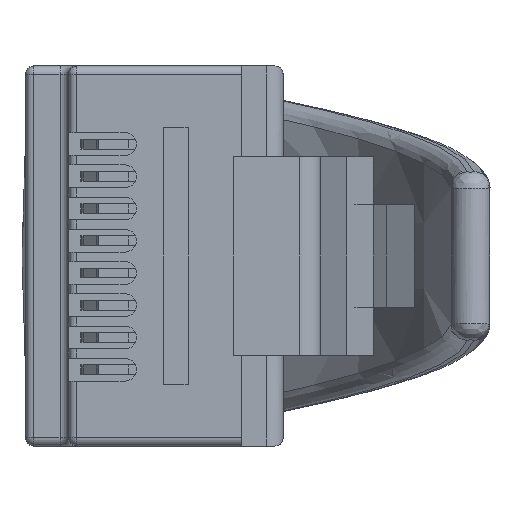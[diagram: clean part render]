
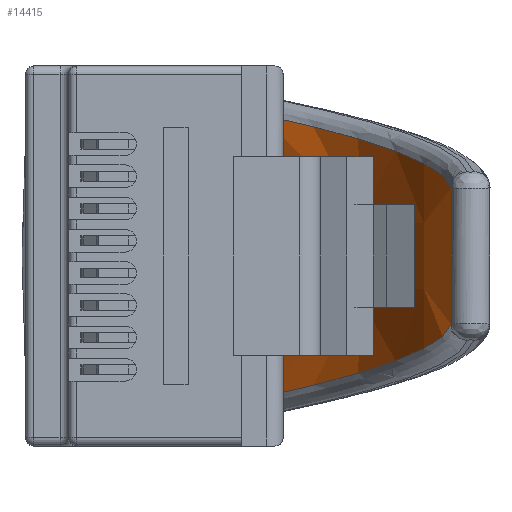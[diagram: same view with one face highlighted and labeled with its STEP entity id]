
A CAD part, left-side view. The second image highlights one B-rep face of the part: STEP entity #14415.
In plain terms, the highlighted free-form (B-spline) face has degree [3, 3] with [4, 4] control points.
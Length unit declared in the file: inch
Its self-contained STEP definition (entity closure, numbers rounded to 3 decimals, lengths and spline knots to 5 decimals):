
#317 = B_SPLINE_CURVE_WITH_KNOTS ( 'NONE', 3,
 ( #10120, #3317, #14239, #6082, #15635, #7435, #17013, #8829, #646, #10173, #2036, #11574, #3376, #12946, #4790, #14311 ),
 .UNSPECIFIED., .F., .F.,
 ( 4, 2, 2, 2, 2, 2, 2, 4 ),
 ( 0., 0.00152, 0.00305, 0.00457, 0.00609, 0.00914, 0.01066, 0.01218 ),
 .UNSPECIFIED. ) ;
#646 = CARTESIAN_POINT ( 'NONE',  ( 0.13056, 0.2822, 0.26757 ) ) ;
#1066 = CARTESIAN_POINT ( 'NONE',  ( -0.0899, 0.35592, 0.46715 ) ) ;
#1124 = CARTESIAN_POINT ( 'NONE',  ( -0.17101, 0.12966, 0.11895 ) ) ;
#1226 = CARTESIAN_POINT ( 'NONE',  ( -0.11966, 0.35098, 0.34778 ) ) ;
#1287 = CARTESIAN_POINT ( 'NONE',  ( 0.09296, 0.35912, 0.50625 ) ) ;
#1343 = B_SPLINE_CURVE_WITH_KNOTS ( 'NONE', 3,
 ( #14668, #17435, #1066, #10601, #2451, #12001, #3815, #13366, #5217, #14718, #6554, #16115, #7913, #17493, #9280, #1124 ),
 .UNSPECIFIED., .F., .F.,
 ( 4, 2, 2, 2, 2, 2, 2, 4 ),
 ( 0., 0.00152, 0.00303, 0.00607, 0.00758, 0.0091, 0.01062, 0.01214 ),
 .UNSPECIFIED. ) ;
#1392 = EDGE_CURVE ( 'NONE', #1444, #11460, #8164, .T. ) ;
#1444 = VERTEX_POINT ( 'NONE', #8370 ) ;
#1693 = CARTESIAN_POINT ( 'NONE',  ( 0.0826, 0.35912, 0.50625 ) ) ;
#2036 = CARTESIAN_POINT ( 'NONE',  ( 0.11208, 0.32763, 0.35335 ) ) ;
#2130 = CARTESIAN_POINT ( 'NONE',  ( -0.0826, 0.35912, 0.50625 ) ) ;
#2451 = CARTESIAN_POINT ( 'NONE',  ( -0.10098, 0.34462, 0.4094 ) ) ;
#2592 = EDGE_CURVE ( 'NONE', #6105, #1444, #1343, .T. ) ;
#2594 = CARTESIAN_POINT ( 'NONE',  ( -0.05769, 0.12966, 0.11895 ) ) ;
#3317 = CARTESIAN_POINT ( 'NONE',  ( 0.16738, 0.14639, 0.12927 ) ) ;
#3376 = CARTESIAN_POINT ( 'NONE',  ( 0.09726, 0.34919, 0.4286 ) ) ;
#3815 = CARTESIAN_POINT ( 'NONE',  ( -0.11941, 0.312, 0.31789 ) ) ;
#3975 = CARTESIAN_POINT ( 'NONE',  ( -0.03989, 0.35098, 0.34778 ) ) ;
#4095 = CARTESIAN_POINT ( 'NONE',  ( -0.02753, 0.35912, 0.50625 ) ) ;
#4790 = CARTESIAN_POINT ( 'NONE',  ( 0.08625, 0.35811, 0.48661 ) ) ;
#5217 = CARTESIAN_POINT ( 'NONE',  ( -0.13431, 0.27113, 0.25123 ) ) ;
#5246 = CARTESIAN_POINT ( 'NONE',  ( -0.17306, 0.12966, 0.11895 ) ) ;
#5360 = CARTESIAN_POINT ( 'NONE',  ( 0.05769, 0.12966, 0.11895 ) ) ;
#5624 = ORIENTED_EDGE ( 'NONE', *, *, #7501, .T. ) ;
#5890 = CARTESIAN_POINT ( 'NONE',  ( 0.17101, 0.12966, 0.11895 ) ) ;
#6082 = CARTESIAN_POINT ( 'NONE',  ( 0.15638, 0.19308, 0.16504 ) ) ;
#6105 = VERTEX_POINT ( 'NONE', #2130 ) ;
#6554 = CARTESIAN_POINT ( 'NONE',  ( -0.1454, 0.23464, 0.20572 ) ) ;
#6712 = CARTESIAN_POINT ( 'NONE',  ( 0.03989, 0.35098, 0.34778 ) ) ;
#7424 = EDGE_LOOP ( 'NONE', ( #16378, #9111, #8760, #5624 ) ) ;
#7435 = CARTESIAN_POINT ( 'NONE',  ( 0.1454, 0.23464, 0.20572 ) ) ;
#7501 = EDGE_CURVE ( 'NONE', #11460, #12124, #317, .T. ) ;
#7913 = CARTESIAN_POINT ( 'NONE',  ( -0.15638, 0.19308, 0.16504 ) ) ;
#8053 = CARTESIAN_POINT ( 'NONE',  ( 0.17306, 0.12966, 0.11895 ) ) ;
#8164 = B_SPLINE_CURVE_WITH_KNOTS ( 'NONE', 3,
 ( #12026, #9653, #9451, #8788 ),
 .UNSPECIFIED., .F., .F.,
 ( 4, 4 ),
 ( 0.05234, 0.94766 ),
 .UNSPECIFIED. ) ;
#8370 = CARTESIAN_POINT ( 'NONE',  ( -0.17101, 0.12966, 0.11895 ) ) ;
#8760 = ORIENTED_EDGE ( 'NONE', *, *, #1392, .T. ) ;
#8788 = CARTESIAN_POINT ( 'NONE',  ( 0.17101, 0.12966, 0.11895 ) ) ;
#8829 = CARTESIAN_POINT ( 'NONE',  ( 0.13431, 0.27113, 0.25123 ) ) ;
#9111 = ORIENTED_EDGE ( 'NONE', *, *, #2592, .T. ) ;
#9280 = CARTESIAN_POINT ( 'NONE',  ( -0.16739, 0.14632, 0.12923 ) ) ;
#9377 = CARTESIAN_POINT ( 'NONE',  ( -0.14636, 0.26557, 0.20275 ) ) ;
#9439 = CARTESIAN_POINT ( 'NONE',  ( 0.11966, 0.35098, 0.34778 ) ) ;
#9451 = CARTESIAN_POINT ( 'NONE',  ( 0.057, 0.12966, 0.11895 ) ) ;
#9653 = CARTESIAN_POINT ( 'NONE',  ( -0.057, 0.12966, 0.11895 ) ) ;
#10120 = CARTESIAN_POINT ( 'NONE',  ( 0.17101, 0.12966, 0.11895 ) ) ;
#10173 = CARTESIAN_POINT ( 'NONE',  ( 0.11941, 0.312, 0.31789 ) ) ;
#10601 = CARTESIAN_POINT ( 'NONE',  ( -0.09726, 0.34919, 0.4286 ) ) ;
#10753 = FACE_OUTER_BOUND ( 'NONE', #7424, .T. ) ;
#10757 = CARTESIAN_POINT ( 'NONE',  ( -0.09296, 0.35912, 0.50625 ) ) ;
#10868 = CARTESIAN_POINT ( 'NONE',  ( 0.0826, 0.35912, 0.50625 ) ) ;
#11241 = B_SPLINE_SURFACE_WITH_KNOTS ( 'NONE', 3, 3, ( 
 ( #5246, #9377, #1226, #10757 ),
 ( #2594, #12146, #3975, #13519 ),
 ( #5360, #14870, #6712, #16276 ),
 ( #8053, #17647, #9439, #1287 ) ),
 .UNSPECIFIED., .F., .F., .F.,
 ( 4, 4 ),
 ( 4, 4 ),
 ( 0.04696, 0.95304 ),
 ( 0., 0.95493 ),
 .UNSPECIFIED. ) ;
#11460 = VERTEX_POINT ( 'NONE', #5890 ) ;
#11574 = CARTESIAN_POINT ( 'NONE',  ( 0.10098, 0.34462, 0.4094 ) ) ;
#12001 = CARTESIAN_POINT ( 'NONE',  ( -0.11208, 0.32763, 0.35335 ) ) ;
#12026 = CARTESIAN_POINT ( 'NONE',  ( -0.17101, 0.12966, 0.11895 ) ) ;
#12124 = VERTEX_POINT ( 'NONE', #1693 ) ;
#12146 = CARTESIAN_POINT ( 'NONE',  ( -0.04879, 0.26557, 0.20275 ) ) ;
#12274 = CARTESIAN_POINT ( 'NONE',  ( 0.02753, 0.35912, 0.50625 ) ) ;
#12933 = B_SPLINE_CURVE_WITH_KNOTS ( 'NONE', 3,
 ( #10868, #12274, #4095, #13624 ),
 .UNSPECIFIED., .F., .F.,
 ( 4, 4 ),
 ( 0.09745, 0.90255 ),
 .UNSPECIFIED. ) ;
#12946 = CARTESIAN_POINT ( 'NONE',  ( 0.0899, 0.35592, 0.46715 ) ) ;
#13366 = CARTESIAN_POINT ( 'NONE',  ( -0.13056, 0.2822, 0.26757 ) ) ;
#13519 = CARTESIAN_POINT ( 'NONE',  ( -0.03099, 0.35912, 0.50625 ) ) ;
#13624 = CARTESIAN_POINT ( 'NONE',  ( -0.0826, 0.35912, 0.50625 ) ) ;
#14239 = CARTESIAN_POINT ( 'NONE',  ( 0.1637, 0.16254, 0.14064 ) ) ;
#14311 = CARTESIAN_POINT ( 'NONE',  ( 0.0826, 0.35912, 0.50625 ) ) ;
#14415 = ADVANCED_FACE ( 'NONE', ( #10753 ), #11241, .T. ) ;
#14668 = CARTESIAN_POINT ( 'NONE',  ( -0.0826, 0.35912, 0.50625 ) ) ;
#14718 = CARTESIAN_POINT ( 'NONE',  ( -0.14172, 0.24737, 0.22035 ) ) ;
#14870 = CARTESIAN_POINT ( 'NONE',  ( 0.04879, 0.26557, 0.20275 ) ) ;
#15635 = CARTESIAN_POINT ( 'NONE',  ( 0.15273, 0.20749, 0.17807 ) ) ;
#15704 = EDGE_CURVE ( 'NONE', #12124, #6105, #12933, .T. ) ;
#16115 = CARTESIAN_POINT ( 'NONE',  ( -0.15273, 0.20749, 0.17807 ) ) ;
#16276 = CARTESIAN_POINT ( 'NONE',  ( 0.03099, 0.35912, 0.50625 ) ) ;
#16378 = ORIENTED_EDGE ( 'NONE', *, *, #15704, .T. ) ;
#17013 = CARTESIAN_POINT ( 'NONE',  ( 0.14172, 0.24737, 0.22035 ) ) ;
#17435 = CARTESIAN_POINT ( 'NONE',  ( -0.08625, 0.35811, 0.48661 ) ) ;
#17493 = CARTESIAN_POINT ( 'NONE',  ( -0.1637, 0.16254, 0.14064 ) ) ;
#17647 = CARTESIAN_POINT ( 'NONE',  ( 0.14636, 0.26557, 0.20275 ) ) ;
